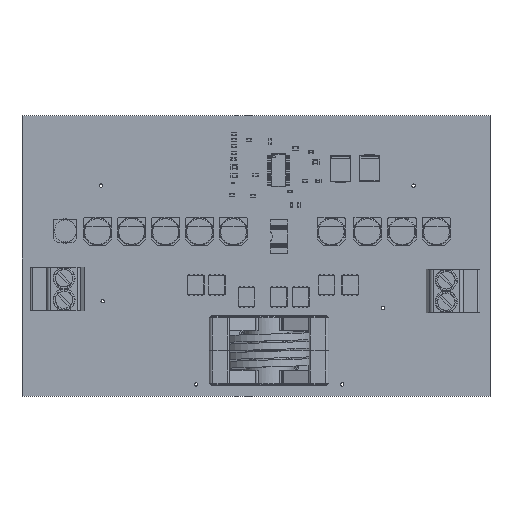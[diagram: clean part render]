
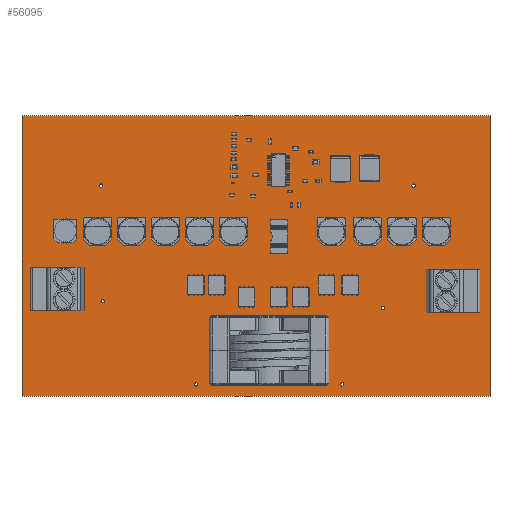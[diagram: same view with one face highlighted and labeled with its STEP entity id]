
A CAD part, top view. The second image highlights one B-rep face of the part: STEP entity #56095.
In plain terms, the highlighted planar face has unit normal (0, 0, 1).
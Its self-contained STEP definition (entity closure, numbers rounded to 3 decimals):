
#55779 = VERTEX_POINT('',#55780);
#55780 = CARTESIAN_POINT('',(156.,-108.,1.6));
#55786 = EDGE_CURVE('',#55779,#55787,#55789,.T.);
#55787 = VERTEX_POINT('',#55788);
#55788 = CARTESIAN_POINT('',(18.25,-108.,1.6));
#55789 = LINE('',#55790,#55791);
#55790 = CARTESIAN_POINT('',(156.,-108.,1.6));
#55791 = VECTOR('',#55792,1.);
#55792 = DIRECTION('',(-1.,0.,0.));
#55819 = VERTEX_POINT('',#55820);
#55820 = CARTESIAN_POINT('',(156.,-25.4,1.6));
#55826 = EDGE_CURVE('',#55819,#55779,#55827,.T.);
#55827 = LINE('',#55828,#55829);
#55828 = CARTESIAN_POINT('',(156.,-25.4,1.6));
#55829 = VECTOR('',#55830,1.);
#55830 = DIRECTION('',(0.,-1.,0.));
#55848 = EDGE_CURVE('',#55787,#55849,#55851,.T.);
#55849 = VERTEX_POINT('',#55850);
#55850 = CARTESIAN_POINT('',(18.25,-25.4,1.6));
#55851 = LINE('',#55852,#55853);
#55852 = CARTESIAN_POINT('',(18.25,-108.,1.6));
#55853 = VECTOR('',#55854,1.);
#55854 = DIRECTION('',(0.,1.,0.));
#56095 = ADVANCED_FACE('',(#56096,#56107,#56118,#56154,#56165,#56176,
    #56187,#56198,#56209,#56245,#56256,#56267,#56278,#56289,#56300),
  #56311,.T.);
#56096 = FACE_BOUND('',#56097,.T.);
#56097 = EDGE_LOOP('',(#56098,#56099,#56100,#56106));
#56098 = ORIENTED_EDGE('',*,*,#55786,.F.);
#56099 = ORIENTED_EDGE('',*,*,#55826,.F.);
#56100 = ORIENTED_EDGE('',*,*,#56101,.F.);
#56101 = EDGE_CURVE('',#55849,#55819,#56102,.T.);
#56102 = LINE('',#56103,#56104);
#56103 = CARTESIAN_POINT('',(18.25,-25.4,1.6));
#56104 = VECTOR('',#56105,1.);
#56105 = DIRECTION('',(1.,0.,0.));
#56106 = ORIENTED_EDGE('',*,*,#55848,.F.);
#56107 = FACE_BOUND('',#56108,.T.);
#56108 = EDGE_LOOP('',(#56109));
#56109 = ORIENTED_EDGE('',*,*,#56110,.T.);
#56110 = EDGE_CURVE('',#56111,#56111,#56113,.T.);
#56111 = VERTEX_POINT('',#56112);
#56112 = CARTESIAN_POINT('',(69.5,-105.,1.6));
#56113 = CIRCLE('',#56114,0.5);
#56114 = AXIS2_PLACEMENT_3D('',#56115,#56116,#56117);
#56115 = CARTESIAN_POINT('',(69.5,-104.5,1.6));
#56116 = DIRECTION('',(-0.,0.,-1.));
#56117 = DIRECTION('',(-0.,-1.,0.));
#56118 = FACE_BOUND('',#56119,.T.);
#56119 = EDGE_LOOP('',(#56120,#56131,#56139,#56148));
#56120 = ORIENTED_EDGE('',*,*,#56121,.T.);
#56121 = EDGE_CURVE('',#56122,#56124,#56126,.T.);
#56122 = VERTEX_POINT('',#56123);
#56123 = CARTESIAN_POINT('',(86.75,-97.5,1.6));
#56124 = VERTEX_POINT('',#56125);
#56125 = CARTESIAN_POINT('',(86.75,-100.5,1.6));
#56126 = CIRCLE('',#56127,1.5);
#56127 = AXIS2_PLACEMENT_3D('',#56128,#56129,#56130);
#56128 = CARTESIAN_POINT('',(86.75,-99.,1.6));
#56129 = DIRECTION('',(-0.,0.,-1.));
#56130 = DIRECTION('',(-0.,-1.,0.));
#56131 = ORIENTED_EDGE('',*,*,#56132,.T.);
#56132 = EDGE_CURVE('',#56124,#56133,#56135,.T.);
#56133 = VERTEX_POINT('',#56134);
#56134 = CARTESIAN_POINT('',(81.75,-100.5,1.6));
#56135 = LINE('',#56136,#56137);
#56136 = CARTESIAN_POINT('',(40.875,-100.5,1.6));
#56137 = VECTOR('',#56138,1.);
#56138 = DIRECTION('',(-1.,0.,0.));
#56139 = ORIENTED_EDGE('',*,*,#56140,.T.);
#56140 = EDGE_CURVE('',#56133,#56141,#56143,.T.);
#56141 = VERTEX_POINT('',#56142);
#56142 = CARTESIAN_POINT('',(81.75,-97.5,1.6));
#56143 = CIRCLE('',#56144,1.5);
#56144 = AXIS2_PLACEMENT_3D('',#56145,#56146,#56147);
#56145 = CARTESIAN_POINT('',(81.75,-99.,1.6));
#56146 = DIRECTION('',(-0.,0.,-1.));
#56147 = DIRECTION('',(0.,1.,0.));
#56148 = ORIENTED_EDGE('',*,*,#56149,.T.);
#56149 = EDGE_CURVE('',#56141,#56122,#56150,.T.);
#56150 = LINE('',#56151,#56152);
#56151 = CARTESIAN_POINT('',(43.375,-97.5,1.6));
#56152 = VECTOR('',#56153,1.);
#56153 = DIRECTION('',(1.,0.,-0.));
#56154 = FACE_BOUND('',#56155,.T.);
#56155 = EDGE_LOOP('',(#56156));
#56156 = ORIENTED_EDGE('',*,*,#56157,.T.);
#56157 = EDGE_CURVE('',#56158,#56158,#56160,.T.);
#56158 = VERTEX_POINT('',#56159);
#56159 = CARTESIAN_POINT('',(25.5,-80.285,1.6));
#56160 = CIRCLE('',#56161,0.648);
#56161 = AXIS2_PLACEMENT_3D('',#56162,#56163,#56164);
#56162 = CARTESIAN_POINT('',(25.5,-79.637,1.6));
#56163 = DIRECTION('',(-0.,0.,-1.));
#56164 = DIRECTION('',(-0.,-1.,0.));
#56165 = FACE_BOUND('',#56166,.T.);
#56166 = EDGE_LOOP('',(#56167));
#56167 = ORIENTED_EDGE('',*,*,#56168,.T.);
#56168 = EDGE_CURVE('',#56169,#56169,#56171,.T.);
#56169 = VERTEX_POINT('',#56170);
#56170 = CARTESIAN_POINT('',(42.,-80.5,1.6));
#56171 = CIRCLE('',#56172,0.5);
#56172 = AXIS2_PLACEMENT_3D('',#56173,#56174,#56175);
#56173 = CARTESIAN_POINT('',(42.,-80.,1.6));
#56174 = DIRECTION('',(-0.,0.,-1.));
#56175 = DIRECTION('',(-0.,-1.,0.));
#56176 = FACE_BOUND('',#56177,.T.);
#56177 = EDGE_LOOP('',(#56178));
#56178 = ORIENTED_EDGE('',*,*,#56179,.T.);
#56179 = EDGE_CURVE('',#56180,#56180,#56182,.T.);
#56180 = VERTEX_POINT('',#56181);
#56181 = CARTESIAN_POINT('',(84.25,-91.35,1.6));
#56182 = CIRCLE('',#56183,1.25);
#56183 = AXIS2_PLACEMENT_3D('',#56184,#56185,#56186);
#56184 = CARTESIAN_POINT('',(84.25,-90.1,1.6));
#56185 = DIRECTION('',(-0.,0.,-1.));
#56186 = DIRECTION('',(-0.,-1.,0.));
#56187 = FACE_BOUND('',#56188,.T.);
#56188 = EDGE_LOOP('',(#56189));
#56189 = ORIENTED_EDGE('',*,*,#56190,.T.);
#56190 = EDGE_CURVE('',#56191,#56191,#56193,.T.);
#56191 = VERTEX_POINT('',#56192);
#56192 = CARTESIAN_POINT('',(97.75,-100.25,1.6));
#56193 = CIRCLE('',#56194,1.25);
#56194 = AXIS2_PLACEMENT_3D('',#56195,#56196,#56197);
#56195 = CARTESIAN_POINT('',(97.75,-99.,1.6));
#56196 = DIRECTION('',(-0.,0.,-1.));
#56197 = DIRECTION('',(-0.,-1.,0.));
#56198 = FACE_BOUND('',#56199,.T.);
#56199 = EDGE_LOOP('',(#56200));
#56200 = ORIENTED_EDGE('',*,*,#56201,.T.);
#56201 = EDGE_CURVE('',#56202,#56202,#56204,.T.);
#56202 = VERTEX_POINT('',#56203);
#56203 = CARTESIAN_POINT('',(112.5,-105.,1.6));
#56204 = CIRCLE('',#56205,0.5);
#56205 = AXIS2_PLACEMENT_3D('',#56206,#56207,#56208);
#56206 = CARTESIAN_POINT('',(112.5,-104.5,1.6));
#56207 = DIRECTION('',(-0.,0.,-1.));
#56208 = DIRECTION('',(-0.,-1.,0.));
#56209 = FACE_BOUND('',#56210,.T.);
#56210 = EDGE_LOOP('',(#56211,#56222,#56230,#56239));
#56211 = ORIENTED_EDGE('',*,*,#56212,.T.);
#56212 = EDGE_CURVE('',#56213,#56215,#56217,.T.);
#56213 = VERTEX_POINT('',#56214);
#56214 = CARTESIAN_POINT('',(100.25,-88.6,1.6));
#56215 = VERTEX_POINT('',#56216);
#56216 = CARTESIAN_POINT('',(100.25,-91.6,1.6));
#56217 = CIRCLE('',#56218,1.5);
#56218 = AXIS2_PLACEMENT_3D('',#56219,#56220,#56221);
#56219 = CARTESIAN_POINT('',(100.25,-90.1,1.6));
#56220 = DIRECTION('',(-0.,0.,-1.));
#56221 = DIRECTION('',(-0.,-1.,0.));
#56222 = ORIENTED_EDGE('',*,*,#56223,.T.);
#56223 = EDGE_CURVE('',#56215,#56224,#56226,.T.);
#56224 = VERTEX_POINT('',#56225);
#56225 = CARTESIAN_POINT('',(95.25,-91.6,1.6));
#56226 = LINE('',#56227,#56228);
#56227 = CARTESIAN_POINT('',(47.625,-91.6,1.6));
#56228 = VECTOR('',#56229,1.);
#56229 = DIRECTION('',(-1.,0.,0.));
#56230 = ORIENTED_EDGE('',*,*,#56231,.T.);
#56231 = EDGE_CURVE('',#56224,#56232,#56234,.T.);
#56232 = VERTEX_POINT('',#56233);
#56233 = CARTESIAN_POINT('',(95.25,-88.6,1.6));
#56234 = CIRCLE('',#56235,1.5);
#56235 = AXIS2_PLACEMENT_3D('',#56236,#56237,#56238);
#56236 = CARTESIAN_POINT('',(95.25,-90.1,1.6));
#56237 = DIRECTION('',(-0.,0.,-1.));
#56238 = DIRECTION('',(0.,1.,0.));
#56239 = ORIENTED_EDGE('',*,*,#56240,.T.);
#56240 = EDGE_CURVE('',#56232,#56213,#56241,.T.);
#56241 = LINE('',#56242,#56243);
#56242 = CARTESIAN_POINT('',(50.125,-88.6,1.6));
#56243 = VECTOR('',#56244,1.);
#56244 = DIRECTION('',(1.,0.,-0.));
#56245 = FACE_BOUND('',#56246,.T.);
#56246 = EDGE_LOOP('',(#56247));
#56247 = ORIENTED_EDGE('',*,*,#56248,.T.);
#56248 = EDGE_CURVE('',#56249,#56249,#56251,.T.);
#56249 = VERTEX_POINT('',#56250);
#56250 = CARTESIAN_POINT('',(124.5,-82.5,1.6));
#56251 = CIRCLE('',#56252,0.5);
#56252 = AXIS2_PLACEMENT_3D('',#56253,#56254,#56255);
#56253 = CARTESIAN_POINT('',(124.5,-82.,1.6));
#56254 = DIRECTION('',(-0.,0.,-1.));
#56255 = DIRECTION('',(-0.,-1.,0.));
#56256 = FACE_BOUND('',#56257,.T.);
#56257 = EDGE_LOOP('',(#56258));
#56258 = ORIENTED_EDGE('',*,*,#56259,.T.);
#56259 = EDGE_CURVE('',#56260,#56260,#56262,.T.);
#56260 = VERTEX_POINT('',#56261);
#56261 = CARTESIAN_POINT('',(139.249,-80.86,1.6));
#56262 = CIRCLE('',#56263,0.648);
#56263 = AXIS2_PLACEMENT_3D('',#56264,#56265,#56266);
#56264 = CARTESIAN_POINT('',(139.249,-80.213,1.6));
#56265 = DIRECTION('',(-0.,0.,-1.));
#56266 = DIRECTION('',(-0.,-1.,0.));
#56267 = FACE_BOUND('',#56268,.T.);
#56268 = EDGE_LOOP('',(#56269));
#56269 = ORIENTED_EDGE('',*,*,#56270,.T.);
#56270 = EDGE_CURVE('',#56271,#56271,#56273,.T.);
#56271 = VERTEX_POINT('',#56272);
#56272 = CARTESIAN_POINT('',(34.5,-73.935,1.6));
#56273 = CIRCLE('',#56274,0.648);
#56274 = AXIS2_PLACEMENT_3D('',#56275,#56276,#56277);
#56275 = CARTESIAN_POINT('',(34.5,-73.287,1.6));
#56276 = DIRECTION('',(-0.,0.,-1.));
#56277 = DIRECTION('',(-0.,-1.,0.));
#56278 = FACE_BOUND('',#56279,.T.);
#56279 = EDGE_LOOP('',(#56280));
#56280 = ORIENTED_EDGE('',*,*,#56281,.T.);
#56281 = EDGE_CURVE('',#56282,#56282,#56284,.T.);
#56282 = VERTEX_POINT('',#56283);
#56283 = CARTESIAN_POINT('',(41.5,-46.5,1.6));
#56284 = CIRCLE('',#56285,0.5);
#56285 = AXIS2_PLACEMENT_3D('',#56286,#56287,#56288);
#56286 = CARTESIAN_POINT('',(41.5,-46.,1.6));
#56287 = DIRECTION('',(-0.,0.,-1.));
#56288 = DIRECTION('',(-0.,-1.,0.));
#56289 = FACE_BOUND('',#56290,.T.);
#56290 = EDGE_LOOP('',(#56291));
#56291 = ORIENTED_EDGE('',*,*,#56292,.T.);
#56292 = EDGE_CURVE('',#56293,#56293,#56295,.T.);
#56293 = VERTEX_POINT('',#56294);
#56294 = CARTESIAN_POINT('',(148.249,-74.51,1.6));
#56295 = CIRCLE('',#56296,0.648);
#56296 = AXIS2_PLACEMENT_3D('',#56297,#56298,#56299);
#56297 = CARTESIAN_POINT('',(148.249,-73.863,1.6));
#56298 = DIRECTION('',(-0.,0.,-1.));
#56299 = DIRECTION('',(-0.,-1.,0.));
#56300 = FACE_BOUND('',#56301,.T.);
#56301 = EDGE_LOOP('',(#56302));
#56302 = ORIENTED_EDGE('',*,*,#56303,.T.);
#56303 = EDGE_CURVE('',#56304,#56304,#56306,.T.);
#56304 = VERTEX_POINT('',#56305);
#56305 = CARTESIAN_POINT('',(133.5,-46.5,1.6));
#56306 = CIRCLE('',#56307,0.5);
#56307 = AXIS2_PLACEMENT_3D('',#56308,#56309,#56310);
#56308 = CARTESIAN_POINT('',(133.5,-46.,1.6));
#56309 = DIRECTION('',(-0.,0.,-1.));
#56310 = DIRECTION('',(-0.,-1.,0.));
#56311 = PLANE('',#56312);
#56312 = AXIS2_PLACEMENT_3D('',#56313,#56314,#56315);
#56313 = CARTESIAN_POINT('',(0.,0.,1.6));
#56314 = DIRECTION('',(0.,0.,1.));
#56315 = DIRECTION('',(1.,0.,-0.));
